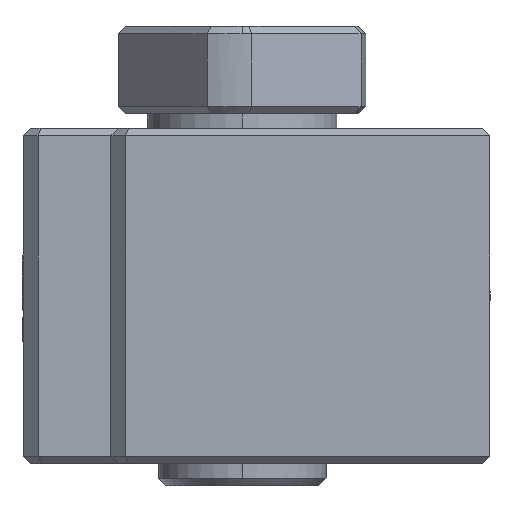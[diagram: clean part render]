
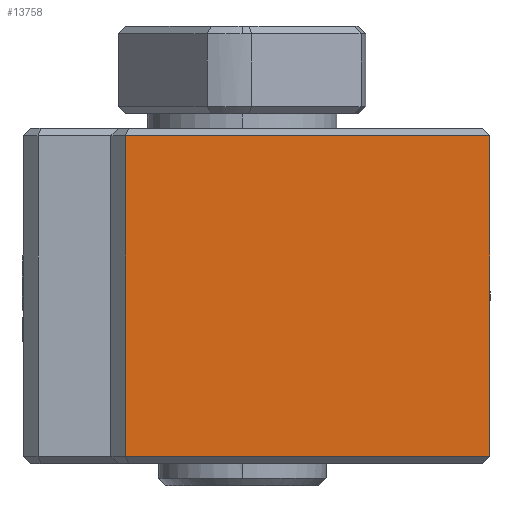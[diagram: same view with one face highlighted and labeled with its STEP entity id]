
A CAD part, left-side view. The second image highlights one B-rep face of the part: STEP entity #13758.
In plain terms, the highlighted planar face has unit normal (1, 0, 0).
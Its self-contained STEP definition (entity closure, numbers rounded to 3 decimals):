
#1579 = CARTESIAN_POINT ( 'NONE',  ( -27.961, -31.56, 11. ) ) ;
#1810 = DIRECTION ( 'NONE',  ( 0., 1., 0. ) ) ;
#2108 = VERTEX_POINT ( 'NONE', #6751 ) ;
#4390 = ORIENTED_EDGE ( 'NONE', *, *, #5855, .T. ) ;
#4460 = CARTESIAN_POINT ( 'NONE',  ( -27.961, -6.56, 0. ) ) ;
#5129 = EDGE_CURVE ( 'NONE', #15664, #2108, #18702, .T. ) ;
#5815 = VECTOR ( 'NONE', #19966, 1000. ) ;
#5855 = EDGE_CURVE ( 'NONE', #13608, #2108, #10893, .T. ) ;
#5979 = ORIENTED_EDGE ( 'NONE', *, *, #17583, .T. ) ;
#6241 = DIRECTION ( 'NONE',  ( 0., 0., -1. ) ) ;
#6441 = LINE ( 'NONE', #20131, #19139 ) ;
#6751 = CARTESIAN_POINT ( 'NONE',  ( -27.961, -6.56, -11. ) ) ;
#8227 = FACE_OUTER_BOUND ( 'NONE', #14474, .T. ) ;
#8925 = EDGE_CURVE ( 'NONE', #15664, #14463, #21830, .T. ) ;
#10835 = DIRECTION ( 'NONE',  ( 0., 1., 0. ) ) ;
#10893 = LINE ( 'NONE', #21433, #17808 ) ;
#10980 = AXIS2_PLACEMENT_3D ( 'NONE', #21228, #17587, #1810 ) ;
#11458 = CARTESIAN_POINT ( 'NONE',  ( -27.961, -19.06, 11. ) ) ;
#12633 = PLANE ( 'NONE',  #10980 ) ;
#13608 = VERTEX_POINT ( 'NONE', #22729 ) ;
#13758 = ADVANCED_FACE ( 'NONE', ( #8227 ), #12633, .T. ) ;
#14463 = VERTEX_POINT ( 'NONE', #1579 ) ;
#14474 = EDGE_LOOP ( 'NONE', ( #20089, #5979, #4390, #18775 ) ) ;
#14548 = DIRECTION ( 'NONE',  ( 0., 0., -1. ) ) ;
#15664 = VERTEX_POINT ( 'NONE', #20834 ) ;
#17583 = EDGE_CURVE ( 'NONE', #14463, #13608, #6441, .T. ) ;
#17587 = DIRECTION ( 'NONE',  ( 1., 0., 0. ) ) ;
#17808 = VECTOR ( 'NONE', #10835, 1000. ) ;
#18702 = LINE ( 'NONE', #4460, #19245 ) ;
#18775 = ORIENTED_EDGE ( 'NONE', *, *, #5129, .F. ) ;
#19139 = VECTOR ( 'NONE', #14548, 1000. ) ;
#19245 = VECTOR ( 'NONE', #6241, 1000. ) ;
#19966 = DIRECTION ( 'NONE',  ( 0., -1., 0. ) ) ;
#20089 = ORIENTED_EDGE ( 'NONE', *, *, #8925, .T. ) ;
#20131 = CARTESIAN_POINT ( 'NONE',  ( -27.961, -31.56, 0. ) ) ;
#20834 = CARTESIAN_POINT ( 'NONE',  ( -27.961, -6.56, 11. ) ) ;
#21228 = CARTESIAN_POINT ( 'NONE',  ( -27.961, -31.56, -11. ) ) ;
#21433 = CARTESIAN_POINT ( 'NONE',  ( -27.961, -19.06, -11. ) ) ;
#21830 = LINE ( 'NONE', #11458, #5815 ) ;
#22729 = CARTESIAN_POINT ( 'NONE',  ( -27.961, -31.56, -11. ) ) ;
